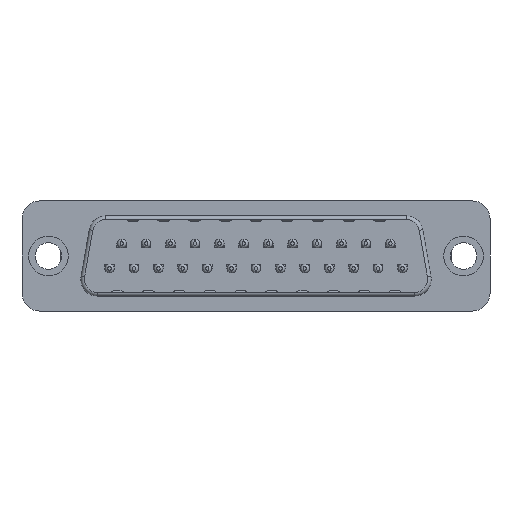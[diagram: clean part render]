
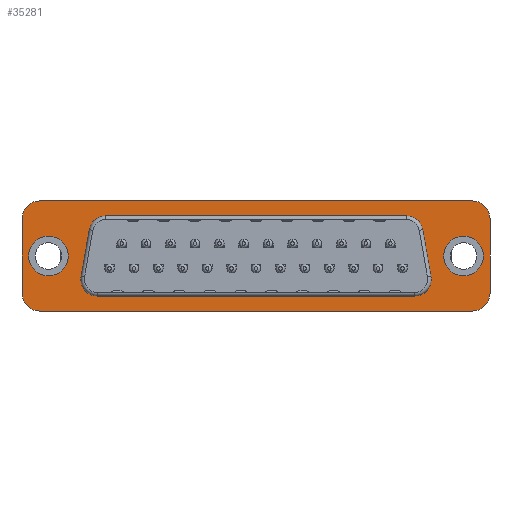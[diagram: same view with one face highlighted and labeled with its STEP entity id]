
A CAD part, front view. The second image highlights one B-rep face of the part: STEP entity #35281.
In plain terms, the highlighted face is planar.
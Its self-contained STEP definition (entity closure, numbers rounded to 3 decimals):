
#2134=CIRCLE('',#44211,2.05);
#2135=CIRCLE('',#44212,1.9);
#2136=CIRCLE('',#44213,1.9);
#2137=CIRCLE('',#44214,1.9);
#2138=CIRCLE('',#44215,1.9);
#2139=CIRCLE('',#44216,2.);
#2140=CIRCLE('',#44217,2.);
#2141=CIRCLE('',#44218,2.);
#2142=CIRCLE('',#44219,2.);
#2143=CIRCLE('',#44220,2.05);
#9658=ORIENTED_EDGE('',*,*,#16354,.T.);
#9659=ORIENTED_EDGE('',*,*,#16355,.F.);
#9660=ORIENTED_EDGE('',*,*,#16356,.F.);
#9661=ORIENTED_EDGE('',*,*,#16357,.F.);
#9662=ORIENTED_EDGE('',*,*,#16358,.F.);
#9663=ORIENTED_EDGE('',*,*,#16359,.F.);
#9664=ORIENTED_EDGE('',*,*,#16360,.F.);
#9665=ORIENTED_EDGE('',*,*,#16361,.F.);
#9666=ORIENTED_EDGE('',*,*,#16362,.F.);
#9667=ORIENTED_EDGE('',*,*,#16363,.T.);
#9668=ORIENTED_EDGE('',*,*,#16364,.T.);
#9669=ORIENTED_EDGE('',*,*,#16365,.T.);
#9670=ORIENTED_EDGE('',*,*,#16366,.T.);
#9671=ORIENTED_EDGE('',*,*,#16367,.T.);
#9672=ORIENTED_EDGE('',*,*,#16368,.T.);
#9673=ORIENTED_EDGE('',*,*,#16369,.T.);
#9674=ORIENTED_EDGE('',*,*,#16370,.T.);
#9675=ORIENTED_EDGE('',*,*,#16371,.T.);
#16354=EDGE_CURVE('',#20282,#20282,#2134,.T.);
#16355=EDGE_CURVE('',#20283,#20284,#2135,.T.);
#16356=EDGE_CURVE('',#20285,#20283,#24036,.T.);
#16357=EDGE_CURVE('',#20286,#20285,#2136,.T.);
#16358=EDGE_CURVE('',#20287,#20286,#24037,.T.);
#16359=EDGE_CURVE('',#20288,#20287,#2137,.T.);
#16360=EDGE_CURVE('',#20289,#20288,#24038,.T.);
#16361=EDGE_CURVE('',#20290,#20289,#2138,.T.);
#16362=EDGE_CURVE('',#20284,#20290,#24039,.T.);
#16363=EDGE_CURVE('',#20291,#20292,#24040,.T.);
#16364=EDGE_CURVE('',#20292,#20293,#2139,.T.);
#16365=EDGE_CURVE('',#20293,#20294,#24041,.T.);
#16366=EDGE_CURVE('',#20294,#20295,#2140,.T.);
#16367=EDGE_CURVE('',#20295,#20296,#24042,.T.);
#16368=EDGE_CURVE('',#20296,#20297,#2141,.T.);
#16369=EDGE_CURVE('',#20297,#20298,#24043,.T.);
#16370=EDGE_CURVE('',#20298,#20291,#2142,.T.);
#16371=EDGE_CURVE('',#20299,#20299,#2143,.T.);
#20282=VERTEX_POINT('',#65377);
#20283=VERTEX_POINT('',#65379);
#20284=VERTEX_POINT('',#65380);
#20285=VERTEX_POINT('',#65382);
#20286=VERTEX_POINT('',#65384);
#20287=VERTEX_POINT('',#65386);
#20288=VERTEX_POINT('',#65388);
#20289=VERTEX_POINT('',#65390);
#20290=VERTEX_POINT('',#65392);
#20291=VERTEX_POINT('',#65395);
#20292=VERTEX_POINT('',#65396);
#20293=VERTEX_POINT('',#65398);
#20294=VERTEX_POINT('',#65400);
#20295=VERTEX_POINT('',#65402);
#20296=VERTEX_POINT('',#65404);
#20297=VERTEX_POINT('',#65406);
#20298=VERTEX_POINT('',#65408);
#20299=VERTEX_POINT('',#65411);
#24036=LINE('',#65381,#27752);
#24037=LINE('',#65385,#27753);
#24038=LINE('',#65389,#27754);
#24039=LINE('',#65393,#27755);
#24040=LINE('',#65394,#27756);
#24041=LINE('',#65399,#27757);
#24042=LINE('',#65403,#27758);
#24043=LINE('',#65407,#27759);
#27752=VECTOR('',#51494,1000.);
#27753=VECTOR('',#51497,1000.);
#27754=VECTOR('',#51500,1000.);
#27755=VECTOR('',#51503,1000.);
#27756=VECTOR('',#51504,1000.);
#27757=VECTOR('',#51507,1000.);
#27758=VECTOR('',#51510,1000.);
#27759=VECTOR('',#51513,1000.);
#30086=EDGE_LOOP('',(#9658));
#30087=EDGE_LOOP('',(#9659,#9660,#9661,#9662,#9663,#9664,#9665,#9666));
#30088=EDGE_LOOP('',(#9667,#9668,#9669,#9670,#9671,#9672,#9673,#9674));
#30089=EDGE_LOOP('',(#9675));
#32128=FACE_BOUND('',#30086,.T.);
#32129=FACE_BOUND('',#30087,.T.);
#32130=FACE_BOUND('',#30088,.T.);
#32131=FACE_BOUND('',#30089,.T.);
#33728=PLANE('',#44210);
#35281=ADVANCED_FACE('',(#32128,#32129,#32130,#32131),#33728,.T.);
#44210=AXIS2_PLACEMENT_3D('',#65375,#51488,#51489);
#44211=AXIS2_PLACEMENT_3D('',#65376,#51490,#51491);
#44212=AXIS2_PLACEMENT_3D('',#65378,#51492,#51493);
#44213=AXIS2_PLACEMENT_3D('',#65383,#51495,#51496);
#44214=AXIS2_PLACEMENT_3D('',#65387,#51498,#51499);
#44215=AXIS2_PLACEMENT_3D('',#65391,#51501,#51502);
#44216=AXIS2_PLACEMENT_3D('',#65397,#51505,#51506);
#44217=AXIS2_PLACEMENT_3D('',#65401,#51508,#51509);
#44218=AXIS2_PLACEMENT_3D('',#65405,#51511,#51512);
#44219=AXIS2_PLACEMENT_3D('',#65409,#51514,#51515);
#44220=AXIS2_PLACEMENT_3D('',#65410,#51516,#51517);
#51488=DIRECTION('',(0.,1.,0.));
#51489=DIRECTION('',(0.,0.,1.));
#51490=DIRECTION('',(0.,-1.,0.));
#51491=DIRECTION('',(-1.,0.,0.));
#51492=DIRECTION('',(0.,1.,0.));
#51493=DIRECTION('',(0.,0.,1.));
#51494=DIRECTION('',(-1.,0.,0.));
#51495=DIRECTION('',(0.,1.,0.));
#51496=DIRECTION('',(0.,0.,1.));
#51497=DIRECTION('',(-0.174,0.,-0.985));
#51498=DIRECTION('',(0.,1.,0.));
#51499=DIRECTION('',(0.,0.,1.));
#51500=DIRECTION('',(1.,0.,0.));
#51501=DIRECTION('',(0.,1.,0.));
#51502=DIRECTION('',(0.,0.,1.));
#51503=DIRECTION('',(-0.174,0.,0.985));
#51504=DIRECTION('',(0.,0.,1.));
#51505=DIRECTION('',(0.,1.,0.));
#51506=DIRECTION('',(0.,0.,1.));
#51507=DIRECTION('',(1.,0.,0.));
#51508=DIRECTION('',(0.,1.,0.));
#51509=DIRECTION('',(0.,0.,1.));
#51510=DIRECTION('',(0.,0.,-1.));
#51511=DIRECTION('',(0.,1.,0.));
#51512=DIRECTION('',(0.,0.,1.));
#51513=DIRECTION('',(-1.,0.,0.));
#51514=DIRECTION('',(0.,1.,0.));
#51515=DIRECTION('',(0.,0.,1.));
#51516=DIRECTION('',(0.,-1.,0.));
#51517=DIRECTION('',(-1.,0.,0.));
#65375=CARTESIAN_POINT('',(0.,0.,0.));
#65376=CARTESIAN_POINT('',(23.55,0.,0.));
#65377=CARTESIAN_POINT('',(21.5,0.,0.));
#65378=CARTESIAN_POINT('',(-17.045,0.,-2.65));
#65379=CARTESIAN_POINT('',(-17.045,0.,-4.55));
#65380=CARTESIAN_POINT('',(-18.917,0.,-2.98));
#65381=CARTESIAN_POINT('',(0.,0.,-4.55));
#65382=CARTESIAN_POINT('',(17.045,0.,-4.55));
#65383=CARTESIAN_POINT('',(17.045,0.,-2.65));
#65384=CARTESIAN_POINT('',(18.917,0.,-2.98));
#65385=CARTESIAN_POINT('',(18.856,0.,-3.325));
#65386=CARTESIAN_POINT('',(19.851,0.,2.32));
#65387=CARTESIAN_POINT('',(17.98,0.,2.65));
#65388=CARTESIAN_POINT('',(17.98,0.,4.55));
#65389=CARTESIAN_POINT('',(0.,0.,4.55));
#65390=CARTESIAN_POINT('',(-17.98,0.,4.55));
#65391=CARTESIAN_POINT('',(-17.98,0.,2.65));
#65392=CARTESIAN_POINT('',(-19.851,0.,2.32));
#65393=CARTESIAN_POINT('',(-18.856,0.,-3.325));
#65394=CARTESIAN_POINT('',(-26.55,0.,-6.25));
#65395=CARTESIAN_POINT('',(-26.55,0.,-4.25));
#65396=CARTESIAN_POINT('',(-26.55,0.,4.25));
#65397=CARTESIAN_POINT('',(-24.55,0.,4.25));
#65398=CARTESIAN_POINT('',(-24.55,0.,6.25));
#65399=CARTESIAN_POINT('',(-26.55,0.,6.25));
#65400=CARTESIAN_POINT('',(24.55,0.,6.25));
#65401=CARTESIAN_POINT('',(24.55,0.,4.25));
#65402=CARTESIAN_POINT('',(26.55,0.,4.25));
#65403=CARTESIAN_POINT('',(26.55,0.,6.25));
#65404=CARTESIAN_POINT('',(26.55,0.,-4.25));
#65405=CARTESIAN_POINT('',(24.55,0.,-4.25));
#65406=CARTESIAN_POINT('',(24.55,0.,-6.25));
#65407=CARTESIAN_POINT('',(26.55,0.,-6.25));
#65408=CARTESIAN_POINT('',(-24.55,0.,-6.25));
#65409=CARTESIAN_POINT('',(-24.55,0.,-4.25));
#65410=CARTESIAN_POINT('',(-23.55,0.,0.));
#65411=CARTESIAN_POINT('',(-25.6,0.,0.));
